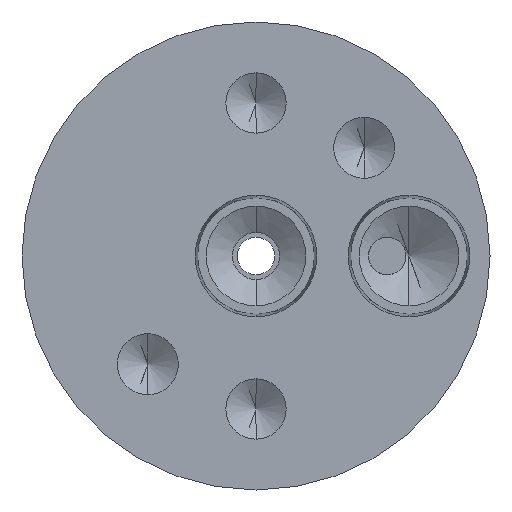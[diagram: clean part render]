
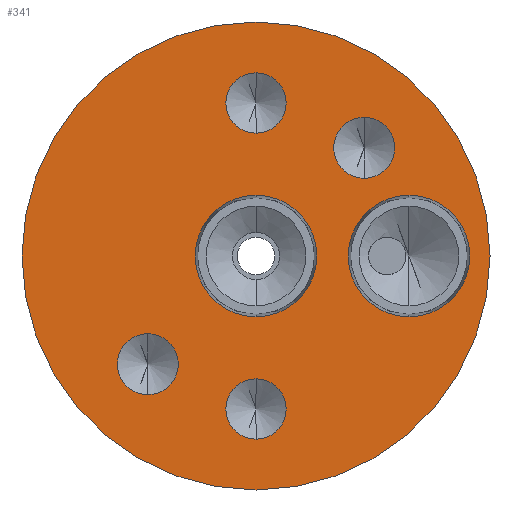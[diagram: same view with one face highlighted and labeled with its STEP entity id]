
A CAD part, front view. The second image highlights one B-rep face of the part: STEP entity #341.
In plain terms, the highlighted planar face has unit normal (0, -1, 0).
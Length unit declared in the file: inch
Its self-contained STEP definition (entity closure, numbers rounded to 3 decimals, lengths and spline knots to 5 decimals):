
#18 = VERTEX_POINT ( 'NONE', #476 ) ;
#26 = DIRECTION ( 'NONE',  ( 0., 0., -1. ) ) ;
#81 = AXIS2_PLACEMENT_3D ( 'NONE', #2893, #595, #4241 ) ;
#98 = CARTESIAN_POINT ( 'NONE',  ( 0., -0.625, -0.6105 ) ) ;
#107 = EDGE_CURVE ( 'NONE', #3002, #1226, #1285, .T. ) ;
#134 = VERTEX_POINT ( 'NONE', #534 ) ;
#156 = DIRECTION ( 'NONE',  ( 0., -1., 0. ) ) ;
#182 = AXIS2_PLACEMENT_3D ( 'NONE', #2165, #2477, #4218 ) ;
#208 = EDGE_CURVE ( 'NONE', #3322, #3608, #1969, .T. ) ;
#276 = FACE_OUTER_BOUND ( 'NONE', #3717, .T. ) ;
#317 = DIRECTION ( 'NONE',  ( 0., -1., 0. ) ) ;
#341 = ADVANCED_FACE ( 'NONE', ( #1519, #3282, #4181, #4159, #4200, #3977, #276 ), #511, .T. ) ;
#361 = VERTEX_POINT ( 'NONE', #2341 ) ;
#404 = CARTESIAN_POINT ( 'NONE',  ( 0., -0.625, 0.4095 ) ) ;
#428 = EDGE_CURVE ( 'NONE', #1678, #361, #3049, .T. ) ;
#476 = CARTESIAN_POINT ( 'NONE',  ( 0., -0.625, 0.2025 ) ) ;
#503 = DIRECTION ( 'NONE',  ( 0., -1., 0. ) ) ;
#511 = PLANE ( 'NONE',  #2989 ) ;
#534 = CARTESIAN_POINT ( 'NONE',  ( -0.36062, -0.625, -0.25906 ) ) ;
#573 = CARTESIAN_POINT ( 'NONE',  ( 0., -0.625, 0.51 ) ) ;
#595 = DIRECTION ( 'NONE',  ( 0., -1., 0. ) ) ;
#617 = DIRECTION ( 'NONE',  ( 0., 0., -1. ) ) ;
#621 = VERTEX_POINT ( 'NONE', #2732 ) ;
#763 = DIRECTION ( 'NONE',  ( 0., 0., -1. ) ) ;
#791 = CIRCLE ( 'NONE', #2867, 0.2025 ) ;
#864 = CARTESIAN_POINT ( 'NONE',  ( 0., -0.625, 0. ) ) ;
#895 = AXIS2_PLACEMENT_3D ( 'NONE', #3046, #1053, #763 ) ;
#906 = EDGE_CURVE ( 'NONE', #3705, #1219, #1201, .T. ) ;
#922 = DIRECTION ( 'NONE',  ( 0., 1., 0. ) ) ;
#941 = DIRECTION ( 'NONE',  ( 0., 0., 1. ) ) ;
#943 = EDGE_LOOP ( 'NONE', ( #2367, #1652 ) ) ;
#945 = DIRECTION ( 'NONE',  ( 0., -1., 0. ) ) ;
#950 = ORIENTED_EDGE ( 'NONE', *, *, #2887, .F. ) ;
#980 = AXIS2_PLACEMENT_3D ( 'NONE', #2255, #1878, #617 ) ;
#1001 = DIRECTION ( 'NONE',  ( 0., 0., -1. ) ) ;
#1002 = EDGE_LOOP ( 'NONE', ( #2653, #2051 ) ) ;
#1014 = EDGE_CURVE ( 'NONE', #1145, #1213, #4021, .T. ) ;
#1030 = CARTESIAN_POINT ( 'NONE',  ( -0.78, -0.625, 0. ) ) ;
#1053 = DIRECTION ( 'NONE',  ( 0., -1., 0. ) ) ;
#1072 = CIRCLE ( 'NONE', #182, 0.1005 ) ;
#1131 = CARTESIAN_POINT ( 'NONE',  ( 0., -0.625, -0.51 ) ) ;
#1140 = CARTESIAN_POINT ( 'NONE',  ( 0.51, -0.625, 0. ) ) ;
#1145 = VERTEX_POINT ( 'NONE', #2438 ) ;
#1189 = CIRCLE ( 'NONE', #3507, 0.78 ) ;
#1201 = CIRCLE ( 'NONE', #1850, 0.1005 ) ;
#1213 = VERTEX_POINT ( 'NONE', #404 ) ;
#1219 = VERTEX_POINT ( 'NONE', #98 ) ;
#1226 = VERTEX_POINT ( 'NONE', #4079 ) ;
#1285 = CIRCLE ( 'NONE', #2337, 0.78 ) ;
#1364 = EDGE_CURVE ( 'NONE', #1219, #3705, #1072, .T. ) ;
#1374 = DIRECTION ( 'NONE',  ( 0., 0., -1. ) ) ;
#1519 = FACE_BOUND ( 'NONE', #1649, .T. ) ;
#1649 = EDGE_LOOP ( 'NONE', ( #1677, #950 ) ) ;
#1652 = ORIENTED_EDGE ( 'NONE', *, *, #4005, .F. ) ;
#1677 = ORIENTED_EDGE ( 'NONE', *, *, #208, .F. ) ;
#1678 = VERTEX_POINT ( 'NONE', #2221 ) ;
#1760 = DIRECTION ( 'NONE',  ( 0., -1., 0. ) ) ;
#1813 = EDGE_CURVE ( 'NONE', #621, #134, #2964, .T. ) ;
#1826 = CIRCLE ( 'NONE', #2219, 0.2025 ) ;
#1847 = CARTESIAN_POINT ( 'NONE',  ( 0.36062, -0.625, 0.46219 ) ) ;
#1850 = AXIS2_PLACEMENT_3D ( 'NONE', #1131, #1760, #2443 ) ;
#1878 = DIRECTION ( 'NONE',  ( 0., -1., 0. ) ) ;
#1948 = CIRCLE ( 'NONE', #81, 0.10156 ) ;
#1969 = CIRCLE ( 'NONE', #2523, 0.10156 ) ;
#1988 = ORIENTED_EDGE ( 'NONE', *, *, #906, .F. ) ;
#2031 = DIRECTION ( 'NONE',  ( 0., 0., -1. ) ) ;
#2051 = ORIENTED_EDGE ( 'NONE', *, *, #2591, .F. ) ;
#2059 = CARTESIAN_POINT ( 'NONE',  ( 0.36062, -0.625, 0.25906 ) ) ;
#2087 = EDGE_LOOP ( 'NONE', ( #3573, #2201 ) ) ;
#2135 = EDGE_LOOP ( 'NONE', ( #4271, #3950 ) ) ;
#2165 = CARTESIAN_POINT ( 'NONE',  ( 0., -0.625, -0.51 ) ) ;
#2173 = DIRECTION ( 'NONE',  ( 0., 1., 0. ) ) ;
#2198 = ORIENTED_EDGE ( 'NONE', *, *, #1364, .F. ) ;
#2201 = ORIENTED_EDGE ( 'NONE', *, *, #1014, .F. ) ;
#2219 = AXIS2_PLACEMENT_3D ( 'NONE', #3735, #3118, #1374 ) ;
#2221 = CARTESIAN_POINT ( 'NONE',  ( 0.51, -0.625, -0.2025 ) ) ;
#2255 = CARTESIAN_POINT ( 'NONE',  ( 0.51, -0.625, 0. ) ) ;
#2258 = AXIS2_PLACEMENT_3D ( 'NONE', #1140, #503, #3447 ) ;
#2337 = AXIS2_PLACEMENT_3D ( 'NONE', #2571, #2173, #4270 ) ;
#2341 = CARTESIAN_POINT ( 'NONE',  ( 0.51, -0.625, 0.2025 ) ) ;
#2367 = ORIENTED_EDGE ( 'NONE', *, *, #3299, .F. ) ;
#2438 = CARTESIAN_POINT ( 'NONE',  ( 0., -0.625, 0.6105 ) ) ;
#2443 = DIRECTION ( 'NONE',  ( 0., 0., -1. ) ) ;
#2456 = CARTESIAN_POINT ( 'NONE',  ( 0., -0.625, 0. ) ) ;
#2477 = DIRECTION ( 'NONE',  ( 0., -1., 0. ) ) ;
#2523 = AXIS2_PLACEMENT_3D ( 'NONE', #3275, #2629, #2031 ) ;
#2536 = ORIENTED_EDGE ( 'NONE', *, *, #4067, .F. ) ;
#2571 = CARTESIAN_POINT ( 'NONE',  ( 0., -0.625, 0. ) ) ;
#2591 = EDGE_CURVE ( 'NONE', #134, #621, #2907, .T. ) ;
#2629 = DIRECTION ( 'NONE',  ( 0., -1., 0. ) ) ;
#2653 = ORIENTED_EDGE ( 'NONE', *, *, #1813, .F. ) ;
#2714 = CARTESIAN_POINT ( 'NONE',  ( 0., -0.625, 0.78 ) ) ;
#2732 = CARTESIAN_POINT ( 'NONE',  ( -0.36062, -0.625, -0.46219 ) ) ;
#2777 = DIRECTION ( 'NONE',  ( 0., 0., -1. ) ) ;
#2867 = AXIS2_PLACEMENT_3D ( 'NONE', #2456, #156, #3818 ) ;
#2887 = EDGE_CURVE ( 'NONE', #3608, #3322, #1948, .T. ) ;
#2893 = CARTESIAN_POINT ( 'NONE',  ( 0.36062, -0.625, 0.36062 ) ) ;
#2907 = CIRCLE ( 'NONE', #3065, 0.10156 ) ;
#2952 = AXIS2_PLACEMENT_3D ( 'NONE', #573, #3521, #4202 ) ;
#2962 = CARTESIAN_POINT ( 'NONE',  ( 0., -0.625, -0.2025 ) ) ;
#2964 = CIRCLE ( 'NONE', #3833, 0.10156 ) ;
#2989 = AXIS2_PLACEMENT_3D ( 'NONE', #1030, #317, #1001 ) ;
#3002 = VERTEX_POINT ( 'NONE', #2714 ) ;
#3003 = EDGE_CURVE ( 'NONE', #1213, #1145, #3988, .T. ) ;
#3046 = CARTESIAN_POINT ( 'NONE',  ( 0., -0.625, 0.51 ) ) ;
#3049 = CIRCLE ( 'NONE', #2258, 0.2025 ) ;
#3065 = AXIS2_PLACEMENT_3D ( 'NONE', #3198, #3523, #2777 ) ;
#3118 = DIRECTION ( 'NONE',  ( 0., -1., 0. ) ) ;
#3198 = CARTESIAN_POINT ( 'NONE',  ( -0.36062, -0.625, -0.36062 ) ) ;
#3214 = CARTESIAN_POINT ( 'NONE',  ( 0., -0.625, -0.4095 ) ) ;
#3275 = CARTESIAN_POINT ( 'NONE',  ( 0.36062, -0.625, 0.36062 ) ) ;
#3282 = FACE_BOUND ( 'NONE', #1002, .T. ) ;
#3299 = EDGE_CURVE ( 'NONE', #3691, #18, #1826, .T. ) ;
#3322 = VERTEX_POINT ( 'NONE', #2059 ) ;
#3447 = DIRECTION ( 'NONE',  ( 0., 0., -1. ) ) ;
#3507 = AXIS2_PLACEMENT_3D ( 'NONE', #864, #922, #941 ) ;
#3521 = DIRECTION ( 'NONE',  ( 0., -1., 0. ) ) ;
#3523 = DIRECTION ( 'NONE',  ( 0., -1., 0. ) ) ;
#3573 = ORIENTED_EDGE ( 'NONE', *, *, #3003, .F. ) ;
#3608 = VERTEX_POINT ( 'NONE', #1847 ) ;
#3658 = EDGE_LOOP ( 'NONE', ( #2198, #1988 ) ) ;
#3691 = VERTEX_POINT ( 'NONE', #2962 ) ;
#3705 = VERTEX_POINT ( 'NONE', #3214 ) ;
#3717 = EDGE_LOOP ( 'NONE', ( #4289, #2536 ) ) ;
#3735 = CARTESIAN_POINT ( 'NONE',  ( 0., -0.625, 0. ) ) ;
#3818 = DIRECTION ( 'NONE',  ( 0., 0., -1. ) ) ;
#3833 = AXIS2_PLACEMENT_3D ( 'NONE', #3963, #945, #26 ) ;
#3950 = ORIENTED_EDGE ( 'NONE', *, *, #4135, .F. ) ;
#3963 = CARTESIAN_POINT ( 'NONE',  ( -0.36062, -0.625, -0.36062 ) ) ;
#3977 = FACE_BOUND ( 'NONE', #943, .T. ) ;
#3988 = CIRCLE ( 'NONE', #895, 0.1005 ) ;
#4005 = EDGE_CURVE ( 'NONE', #18, #3691, #791, .T. ) ;
#4021 = CIRCLE ( 'NONE', #2952, 0.1005 ) ;
#4067 = EDGE_CURVE ( 'NONE', #1226, #3002, #1189, .T. ) ;
#4079 = CARTESIAN_POINT ( 'NONE',  ( 0., -0.625, -0.78 ) ) ;
#4135 = EDGE_CURVE ( 'NONE', #361, #1678, #4209, .T. ) ;
#4159 = FACE_BOUND ( 'NONE', #2087, .T. ) ;
#4181 = FACE_BOUND ( 'NONE', #2135, .T. ) ;
#4200 = FACE_BOUND ( 'NONE', #3658, .T. ) ;
#4202 = DIRECTION ( 'NONE',  ( 0., 0., -1. ) ) ;
#4209 = CIRCLE ( 'NONE', #980, 0.2025 ) ;
#4218 = DIRECTION ( 'NONE',  ( 0., 0., -1. ) ) ;
#4241 = DIRECTION ( 'NONE',  ( 0., 0., -1. ) ) ;
#4270 = DIRECTION ( 'NONE',  ( 0., 0., 1. ) ) ;
#4271 = ORIENTED_EDGE ( 'NONE', *, *, #428, .F. ) ;
#4289 = ORIENTED_EDGE ( 'NONE', *, *, #107, .F. ) ;
